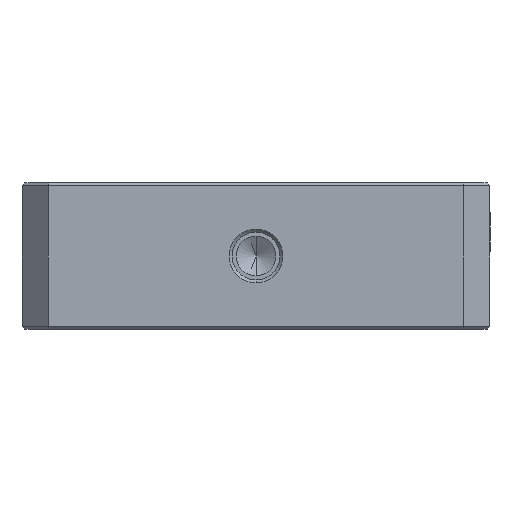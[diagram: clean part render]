
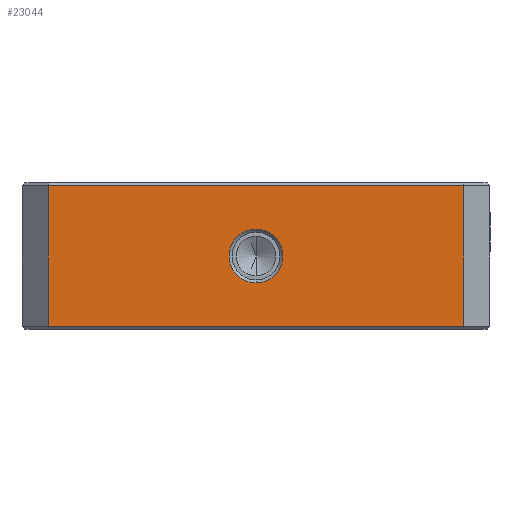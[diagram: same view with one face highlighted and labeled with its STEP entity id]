
A CAD part, front view. The second image highlights one B-rep face of the part: STEP entity #23044.
In plain terms, the highlighted planar face has unit normal (0, -1, 0).
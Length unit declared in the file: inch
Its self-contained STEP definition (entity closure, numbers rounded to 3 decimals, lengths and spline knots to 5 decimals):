
#83 = LINE ( 'NONE', #16785, #33860 ) ;
#182 = DIRECTION ( 'NONE',  ( 0., 1., 0. ) ) ;
#455 = CARTESIAN_POINT ( 'NONE',  ( -0.71, -0.8, 0.25 ) ) ;
#1074 = ORIENTED_EDGE ( 'NONE', *, *, #1356, .T. ) ;
#1349 = LINE ( 'NONE', #31559, #16830 ) ;
#1356 = EDGE_CURVE ( 'NONE', #9201, #9938, #20651, .T. ) ;
#1382 = AXIS2_PLACEMENT_3D ( 'NONE', #5452, #13207, #29585 ) ;
#2102 = VERTEX_POINT ( 'NONE', #24187 ) ;
#3039 = LINE ( 'NONE', #455, #21372 ) ;
#3873 = VERTEX_POINT ( 'NONE', #20199 ) ;
#4415 = CIRCLE ( 'NONE', #31011, 0.092 ) ;
#4964 = DIRECTION ( 'NONE',  ( 1., 0., 0. ) ) ;
#5452 = CARTESIAN_POINT ( 'NONE',  ( 0., -0.8, 0.25 ) ) ;
#6037 = DIRECTION ( 'NONE',  ( 0., 0., 1. ) ) ;
#6319 = EDGE_LOOP ( 'NONE', ( #29762, #29354, #33043, #23856 ) ) ;
#7904 = CARTESIAN_POINT ( 'NONE',  ( 0.71, -0.8, 0.24 ) ) ;
#8020 = DIRECTION ( 'NONE',  ( 0., 1., 0. ) ) ;
#8132 = EDGE_CURVE ( 'NONE', #23090, #3873, #1349, .T. ) ;
#8289 = CARTESIAN_POINT ( 'NONE',  ( -0.71, -0.8, -0.24 ) ) ;
#9201 = VERTEX_POINT ( 'NONE', #33791 ) ;
#9938 = VERTEX_POINT ( 'NONE', #11851 ) ;
#10751 = DIRECTION ( 'NONE',  ( 0., 0., 1. ) ) ;
#11851 = CARTESIAN_POINT ( 'NONE',  ( 0., -0.8, 0.092 ) ) ;
#13207 = DIRECTION ( 'NONE',  ( 0., 1., 0. ) ) ;
#16785 = CARTESIAN_POINT ( 'NONE',  ( -0.71, -0.8, 0.24 ) ) ;
#16830 = VECTOR ( 'NONE', #4964, 39.37008 ) ;
#17120 = DIRECTION ( 'NONE',  ( 0., 0., -1. ) ) ;
#17952 = VERTEX_POINT ( 'NONE', #7904 ) ;
#17969 = FACE_BOUND ( 'NONE', #31744, .T. ) ;
#19083 = DIRECTION ( 'NONE',  ( 0., 0., -1. ) ) ;
#20000 = CARTESIAN_POINT ( 'NONE',  ( 0.71, -0.8, 0.25 ) ) ;
#20199 = CARTESIAN_POINT ( 'NONE',  ( 0.71, -0.8, -0.24 ) ) ;
#20651 = CIRCLE ( 'NONE', #34607, 0.092 ) ;
#21372 = VECTOR ( 'NONE', #19083, 39.37008 ) ;
#21524 = CARTESIAN_POINT ( 'NONE',  ( 0., -0.8, 0. ) ) ;
#21537 = PLANE ( 'NONE',  #1382 ) ;
#22379 = DIRECTION ( 'NONE',  ( -1., 0., 0. ) ) ;
#22553 = FACE_OUTER_BOUND ( 'NONE', #6319, .T. ) ;
#22766 = EDGE_CURVE ( 'NONE', #17952, #2102, #83, .T. ) ;
#23044 = ADVANCED_FACE ( 'NONE', ( #17969, #22553 ), #21537, .F. ) ;
#23090 = VERTEX_POINT ( 'NONE', #8289 ) ;
#23566 = EDGE_CURVE ( 'NONE', #2102, #23090, #3039, .T. ) ;
#23637 = LINE ( 'NONE', #20000, #24064 ) ;
#23856 = ORIENTED_EDGE ( 'NONE', *, *, #22766, .T. ) ;
#23935 = CARTESIAN_POINT ( 'NONE',  ( 0., -0.8, 0. ) ) ;
#24064 = VECTOR ( 'NONE', #17120, 39.37008 ) ;
#24187 = CARTESIAN_POINT ( 'NONE',  ( -0.71, -0.8, 0.24 ) ) ;
#24363 = ORIENTED_EDGE ( 'NONE', *, *, #33996, .T. ) ;
#29354 = ORIENTED_EDGE ( 'NONE', *, *, #8132, .T. ) ;
#29585 = DIRECTION ( 'NONE',  ( 0., 0., 1. ) ) ;
#29762 = ORIENTED_EDGE ( 'NONE', *, *, #23566, .T. ) ;
#30610 = EDGE_CURVE ( 'NONE', #17952, #3873, #23637, .T. ) ;
#31011 = AXIS2_PLACEMENT_3D ( 'NONE', #21524, #182, #6037 ) ;
#31559 = CARTESIAN_POINT ( 'NONE',  ( 0., -0.8, -0.24 ) ) ;
#31744 = EDGE_LOOP ( 'NONE', ( #1074, #24363 ) ) ;
#33043 = ORIENTED_EDGE ( 'NONE', *, *, #30610, .F. ) ;
#33791 = CARTESIAN_POINT ( 'NONE',  ( 0., -0.8, -0.092 ) ) ;
#33860 = VECTOR ( 'NONE', #22379, 39.37008 ) ;
#33996 = EDGE_CURVE ( 'NONE', #9938, #9201, #4415, .T. ) ;
#34607 = AXIS2_PLACEMENT_3D ( 'NONE', #23935, #8020, #10751 ) ;
